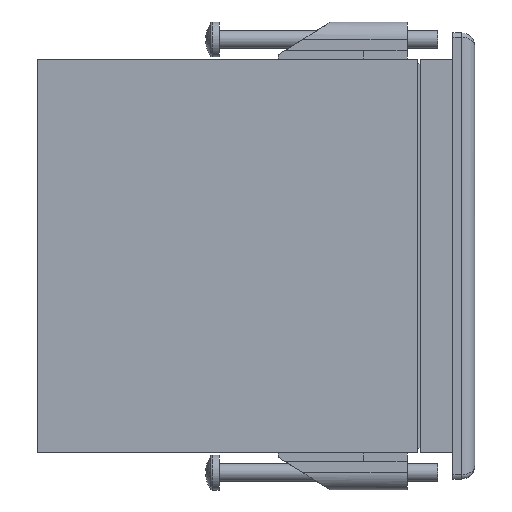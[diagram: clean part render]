
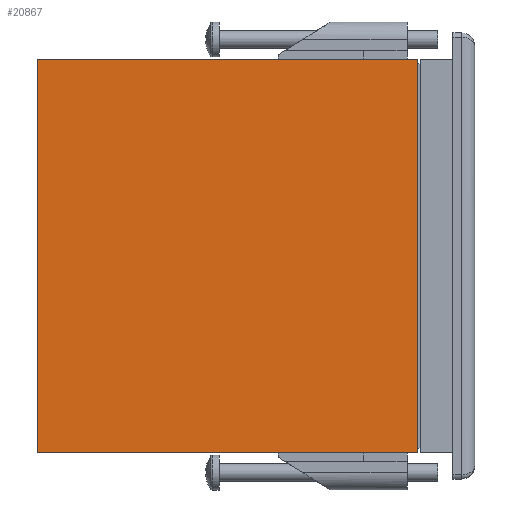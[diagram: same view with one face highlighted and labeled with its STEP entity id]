
A CAD part, front view. The second image highlights one B-rep face of the part: STEP entity #20867.
In plain terms, the highlighted planar face has unit normal (0, -1, 0).
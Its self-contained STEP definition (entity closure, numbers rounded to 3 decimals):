
#4665 = LINE ( 'NONE', #4963, #5912 ) ;
#4673 = LINE ( 'NONE', #4985, #5924 ) ;
#4675 = LINE ( 'NONE', #4989, #5926 ) ;
#4676 = LINE ( 'NONE', #4991, #5928 ) ;
#4963 = CARTESIAN_POINT ( 'NONE',  ( 0., 0., 78. ) ) ;
#4964 = DIRECTION ( 'NONE',  ( 1., 0., 0. ) ) ;
#4985 = CARTESIAN_POINT ( 'NONE',  ( 0., 0., 78. ) ) ;
#4986 = DIRECTION ( 'NONE',  ( 0., 0., -1. ) ) ;
#4989 = CARTESIAN_POINT ( 'NONE',  ( 90., 0., -9. ) ) ;
#4990 = DIRECTION ( 'NONE',  ( -1., 0., 0. ) ) ;
#4991 = CARTESIAN_POINT ( 'NONE',  ( 90., 0., 78. ) ) ;
#4992 = DIRECTION ( 'NONE',  ( 0., 0., -1. ) ) ;
#5912 = VECTOR ( 'NONE', #4964, 1000. ) ;
#5924 = VECTOR ( 'NONE', #4986, 1000. ) ;
#5926 = VECTOR ( 'NONE', #4990, 1000. ) ;
#5928 = VECTOR ( 'NONE', #4992, 1000. ) ;
#18807 = EDGE_LOOP ( 'NONE', ( #24500, #24501, #24499, #24502 ) ) ;
#19639 = VERTEX_POINT ( 'NONE', #52041 ) ;
#19640 = VERTEX_POINT ( 'NONE', #52042 ) ;
#19645 = VERTEX_POINT ( 'NONE', #52047 ) ;
#19646 = VERTEX_POINT ( 'NONE', #52048 ) ;
#20867 = ADVANCED_FACE ( 'NONE', ( #57504 ), #57212, .F. ) ;
#24296 = EDGE_CURVE ( 'NONE', #19639, #19640, #4665, .T. ) ;
#24306 = EDGE_CURVE ( 'NONE', #19639, #19645, #4673, .T. ) ;
#24308 = EDGE_CURVE ( 'NONE', #19646, #19645, #4675, .T. ) ;
#24309 = EDGE_CURVE ( 'NONE', #19640, #19646, #4676, .T. ) ;
#24499 = ORIENTED_EDGE ( 'NONE', *, *, #24309, .F. ) ;
#24500 = ORIENTED_EDGE ( 'NONE', *, *, #24306, .T. ) ;
#24501 = ORIENTED_EDGE ( 'NONE', *, *, #24308, .F. ) ;
#24502 = ORIENTED_EDGE ( 'NONE', *, *, #24296, .F. ) ;
#52041 = CARTESIAN_POINT ( 'NONE',  ( 0., 0., 78. ) ) ;
#52042 = CARTESIAN_POINT ( 'NONE',  ( 90., 0., 78. ) ) ;
#52047 = CARTESIAN_POINT ( 'NONE',  ( 0., 0., -9. ) ) ;
#52048 = CARTESIAN_POINT ( 'NONE',  ( 90., 0., -9. ) ) ;
#53385 = AXIS2_PLACEMENT_3D ( 'NONE', #57213, #57214, #57215 ) ;
#57212 = PLANE ( 'NONE',  #53385 ) ;
#57213 = CARTESIAN_POINT ( 'NONE',  ( 0., 0., 78. ) ) ;
#57214 = DIRECTION ( 'NONE',  ( 0., 1., 0. ) ) ;
#57215 = DIRECTION ( 'NONE',  ( 0., 0., 1. ) ) ;
#57504 = FACE_OUTER_BOUND ( 'NONE', #18807, .T. ) ;
